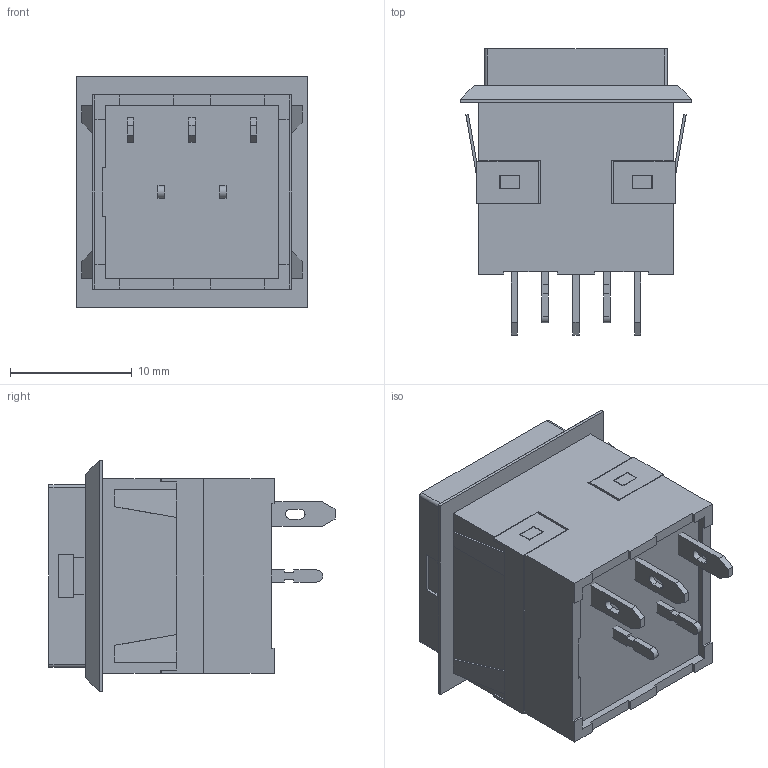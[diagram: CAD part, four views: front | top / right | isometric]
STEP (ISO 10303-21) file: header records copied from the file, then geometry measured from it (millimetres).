
FILE_DESCRIPTION(/* description */ ('STEP AP214'),/* implementation_level */ '2;1');
FILE_NAME(/* name */ 'UB215KKW016B-3JB',/* time_stamp */ '2023-08-14T17:40:19+02:00',/* author */ ('License CC BY-ND 4.0'),/* organization */ ('CADENAS'),/* preprocessor_version */ 'ST-DEVELOPER v19.3',/* originating_system */ 'PARTsolutions',/* authorisation */ ' ');
FILE_SCHEMA (('AUTOMOTIVE_DESIGN {1 0 10303 214 3 1 1}'));
Length unit declared in the file: inch
Products named in the file (6): UB215KKW016B-3JB; UB2KKbodypart_sl; UB215KKW016B-3JBle_cap; UB215KKW016B-3JBd_cap; UB21W016B-1JBpole; UB21KK016B-3JBbody
Assembly tree (6 placements, depth 2):
  UB215KKW016B-3JB
    UB2KKbodypart_sl  x2
    UB215KKW016B-3JBle_cap
    UB215KKW016B-3JBd_cap
    UB21W016B-1JBpole
    UB21KK016B-3JBbody
Bounding box: 19 x 23.5 x 19 mm (x, y, z)
Volume: 4437.4 mm3; surface area: 4769.9 mm2
Topology: 6 solids, 6 shells, 275 faces, 738 edges, 490 vertices
Faces by surface type: plane 263, cylinder 12
Entity records: 7986 total; most frequent: CARTESIAN_POINT 1316, ORIENTED_EDGE 1284, DIRECTION 1162, EDGE_CURVE 642, LINE 618, VECTOR 618, VERTEX_POINT 426, AXIS2_PLACEMENT_3D 272
